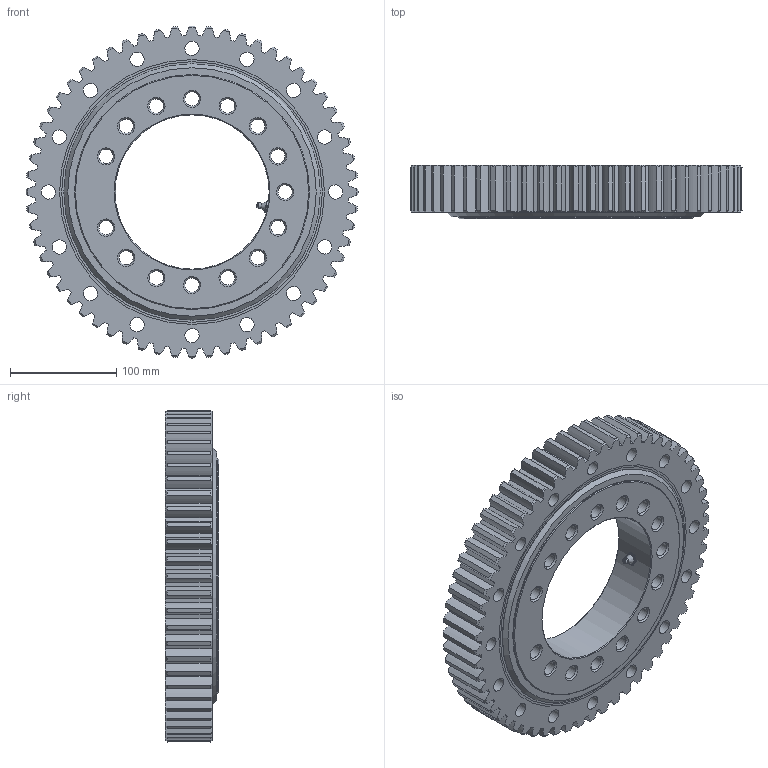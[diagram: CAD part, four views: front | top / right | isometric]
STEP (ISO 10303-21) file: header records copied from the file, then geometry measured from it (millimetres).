
FILE_DESCRIPTION(/* description */ (''),/* implementation_level */ '2;1');
FILE_NAME(/* name */ '30E.0223.20.001.stp',/* time_stamp */ '2020-06-08T08:42:18-04:00',/* author */ ('Gregg.VanSuch'),/* organization */ (''),/* preprocessor_version */ 'ST-DEVELOPER v18.1',/* originating_system */ 'Autodesk Inventor 2021',/* authorisation */ '');
FILE_SCHEMA (('AUTOMOTIVE_DESIGN { 1 0 10303 214 3 1 1 }'));
Length unit declared in the file: inch
Products named in the file (4): 30E.0223.20.001; 30E.0223.20.001_1; Spur Gears; 1_8 NPT Fitting
Assembly tree (3 placements, depth 2):
  30E.0223.20.001
    30E.0223.20.001_1
    Spur Gears
    1_8 NPT Fitting
Bounding box: 312.16 x 49.98 x 312.16 mm (x, y, z)
Volume: 2214423.9 mm3; surface area: 440920.3 mm2
Topology: 6 solids, 6 shells, 587 faces, 1776 edges, 1206 vertices
Faces by surface type: cylinder 293, cone 173, torus 57, sphere 34, plane 27, bspline 3
Full cylindrical faces by diameter (mm): 2.536 x2, 13.386 x31, 22.225 x1, 22.276 x1, 145 x1, 206.98 x1, 207.005 x1, 220.98 x2, 223.008 x1, 223.012 x1, 225.04 x2, 239.015 x1, 239.04 x1
Entity records: 26876 total; most frequent: CARTESIAN_POINT 10393, ORIENTED_EDGE 3552, DIRECTION 3500, EDGE_CURVE 1776, AXIS2_PLACEMENT_3D 1574, VERTEX_POINT 1206, CIRCLE 979, EDGE_LOOP 668
